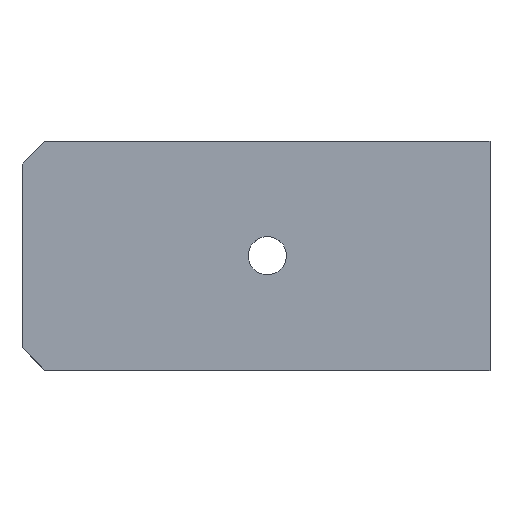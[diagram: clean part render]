
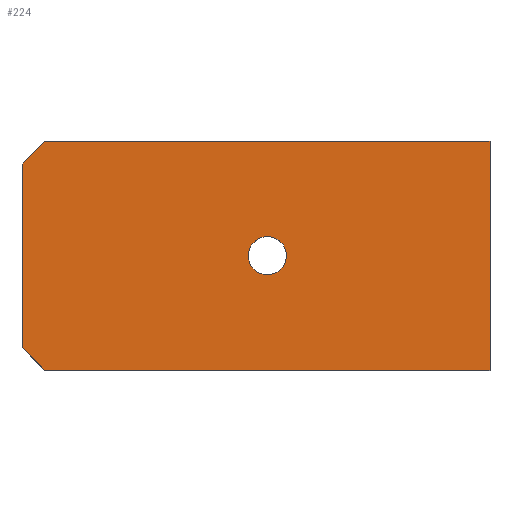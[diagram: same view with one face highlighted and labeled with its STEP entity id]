
A CAD part, top view. The second image highlights one B-rep face of the part: STEP entity #224.
In plain terms, the highlighted planar face has unit normal (0, 0, 1).
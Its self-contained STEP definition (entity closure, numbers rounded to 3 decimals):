
#224=ADVANCED_FACE('',(#398,#400),#402,.T.);
#398=FACE_BOUND('',#399,.T.);
#399=EDGE_LOOP('',(#510,#511,#512,#513,#514,#515));
#400=FACE_BOUND('',#401,.T.);
#401=EDGE_LOOP('',(#516));
#402=PLANE('',#403);
#403=AXIS2_PLACEMENT_3D('',#404,#405,#406);
#404=CARTESIAN_POINT('',(128.527,-30.,167.5));
#405=DIRECTION('',(0.,0.,1.));
#406=DIRECTION('',(1.,0.,0.));
#510=ORIENTED_EDGE('',*,*,#559,.F.);
#511=ORIENTED_EDGE('',*,*,#564,.F.);
#512=ORIENTED_EDGE('',*,*,#562,.F.);
#513=ORIENTED_EDGE('',*,*,#571,.T.);
#514=ORIENTED_EDGE('',*,*,#553,.T.);
#515=ORIENTED_EDGE('',*,*,#565,.F.);
#516=ORIENTED_EDGE('',*,*,#572,.T.);
#553=EDGE_CURVE('',#629,#627,#630,.T.);
#559=EDGE_CURVE('',#638,#640,#641,.F.);
#562=EDGE_CURVE('',#643,#645,#646,.F.);
#564=EDGE_CURVE('',#645,#638,#648,.T.);
#565=EDGE_CURVE('',#640,#627,#649,.T.);
#571=EDGE_CURVE('',#643,#629,#655,.T.);
#572=EDGE_CURVE('',#656,#656,#657,.F.);
#627=VERTEX_POINT('',#1058);
#629=VERTEX_POINT('',#1062);
#630=LINE('',#1063,#1064);
#638=VERTEX_POINT('',#1082);
#640=VERTEX_POINT('',#1086);
#641=LINE('',#1087,#1088);
#643=VERTEX_POINT('',#1093);
#645=VERTEX_POINT('',#1097);
#646=LINE('',#1098,#1099);
#648=LINE('',#1104,#1105);
#649=LINE('',#1107,#1108);
#655=LINE('',#1125,#1126);
#656=VERTEX_POINT('',#1128);
#657=CIRCLE('',#1129,2.5);
#1058=CARTESIAN_POINT('',(189.833,0.,167.5));
#1062=CARTESIAN_POINT('',(189.833,-30.,167.5));
#1063=CARTESIAN_POINT('',(189.833,-30.,167.5));
#1064=VECTOR('',#1065,1.);
#1065=DIRECTION('',(0.,1.,0.));
#1082=CARTESIAN_POINT('',(128.527,-3.,167.5));
#1086=CARTESIAN_POINT('',(131.527,0.,167.5));
#1087=CARTESIAN_POINT('',(131.527,0.,167.5));
#1088=VECTOR('',#1089,1.);
#1089=DIRECTION('',(-0.707,-0.707,0.));
#1093=CARTESIAN_POINT('',(131.527,-30.,167.5));
#1097=CARTESIAN_POINT('',(128.527,-27.,167.5));
#1098=CARTESIAN_POINT('',(128.527,-27.,167.5));
#1099=VECTOR('',#1100,1.);
#1100=DIRECTION('',(0.707,-0.707,0.));
#1104=CARTESIAN_POINT('',(128.527,-27.,167.5));
#1105=VECTOR('',#1106,1.);
#1106=DIRECTION('',(0.,1.,0.));
#1107=CARTESIAN_POINT('',(131.527,0.,167.5));
#1108=VECTOR('',#1109,1.);
#1109=DIRECTION('',(1.,0.,0.));
#1125=CARTESIAN_POINT('',(131.527,-30.,167.5));
#1126=VECTOR('',#1127,1.);
#1127=DIRECTION('',(1.,0.,0.));
#1128=CARTESIAN_POINT('',(158.18,-15.,167.5));
#1129=AXIS2_PLACEMENT_3D('',#1130,#1131,#1132);
#1130=CARTESIAN_POINT('',(160.68,-15.,167.5));
#1131=DIRECTION('',(0.,0.,1.));
#1132=DIRECTION('',(-1.,0.,0.));
